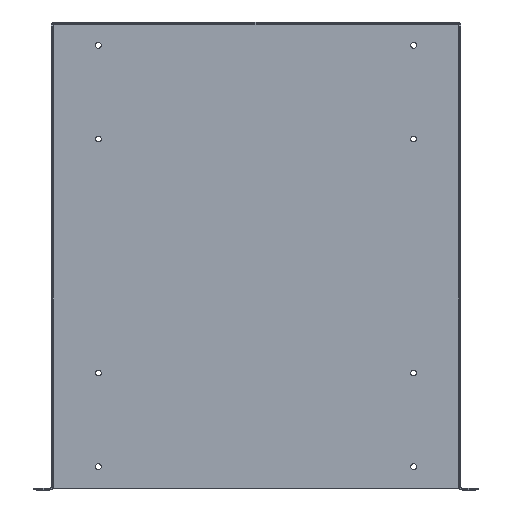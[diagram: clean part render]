
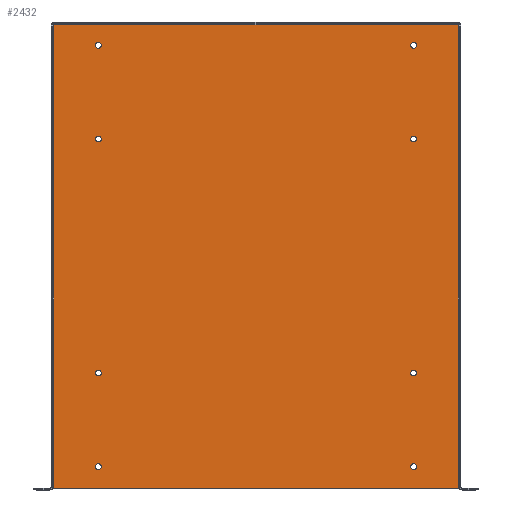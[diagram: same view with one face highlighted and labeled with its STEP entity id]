
A CAD part, top view. The second image highlights one B-rep face of the part: STEP entity #2432.
In plain terms, the highlighted planar face has unit normal (0, 0, 1).
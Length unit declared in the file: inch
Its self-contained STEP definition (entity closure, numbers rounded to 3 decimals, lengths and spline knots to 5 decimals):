
#9 = VECTOR ( 'NONE', #1236, 39.37008 ) ;
#78 = ORIENTED_EDGE ( 'NONE', *, *, #355, .T. ) ;
#85 = FACE_BOUND ( 'NONE', #502, .T. ) ;
#92 = VECTOR ( 'NONE', #710, 39.37008 ) ;
#103 = ORIENTED_EDGE ( 'NONE', *, *, #1240, .T. ) ;
#141 = CARTESIAN_POINT ( 'NONE',  ( -6.609, 4.964, 0.072 ) ) ;
#154 = AXIS2_PLACEMENT_3D ( 'NONE', #3245, #3497, #1038 ) ;
#206 = CIRCLE ( 'NONE', #2228, 0.125 ) ;
#214 = DIRECTION ( 'NONE',  ( 0., 0., -1. ) ) ;
#328 = FACE_OUTER_BOUND ( 'NONE', #3529, .T. ) ;
#342 = FACE_BOUND ( 'NONE', #1082, .T. ) ;
#355 = EDGE_CURVE ( 'NONE', #1796, #1796, #206, .T. ) ;
#358 = VERTEX_POINT ( 'NONE', #2083 ) ;
#417 = DIRECTION ( 'NONE',  ( 0., 0., -1. ) ) ;
#418 = AXIS2_PLACEMENT_3D ( 'NONE', #2474, #498, #2439 ) ;
#425 = EDGE_CURVE ( 'NONE', #2659, #2659, #3466, .T. ) ;
#443 = DIRECTION ( 'NONE',  ( 1., 0., 0. ) ) ;
#491 = CARTESIAN_POINT ( 'NONE',  ( -8.642, -9.964, 0.072 ) ) ;
#498 = DIRECTION ( 'NONE',  ( 0., 0., -1. ) ) ;
#502 = EDGE_LOOP ( 'NONE', ( #1106 ) ) ;
#602 = ORIENTED_EDGE ( 'NONE', *, *, #425, .T. ) ;
#606 = AXIS2_PLACEMENT_3D ( 'NONE', #1855, #3251, #443 ) ;
#625 = EDGE_CURVE ( 'NONE', #2357, #2357, #1026, .T. ) ;
#629 = DIRECTION ( 'NONE',  ( 0., 0., -1. ) ) ;
#710 = DIRECTION ( 'NONE',  ( 0., -1., 0. ) ) ;
#717 = ORIENTED_EDGE ( 'NONE', *, *, #1984, .T. ) ;
#789 = CARTESIAN_POINT ( 'NONE',  ( 8.642, 9.856, 0.072 ) ) ;
#843 = AXIS2_PLACEMENT_3D ( 'NONE', #1798, #417, #3409 ) ;
#856 = CIRCLE ( 'NONE', #3352, 0.125 ) ;
#876 = FACE_BOUND ( 'NONE', #2409, .T. ) ;
#889 = CARTESIAN_POINT ( 'NONE',  ( -8.642, -9.964, 0.072 ) ) ;
#892 = DIRECTION ( 'NONE',  ( 1., 0., 0. ) ) ;
#899 = VECTOR ( 'NONE', #3120, 39.37008 ) ;
#927 = PLANE ( 'NONE',  #3394 ) ;
#963 = VERTEX_POINT ( 'NONE', #2578 ) ;
#983 = CARTESIAN_POINT ( 'NONE',  ( -6.609, 8.964, 0.072 ) ) ;
#991 = DIRECTION ( 'NONE',  ( 0., 0., -1. ) ) ;
#1001 = CARTESIAN_POINT ( 'NONE',  ( 6.859, -5.036, 0.072 ) ) ;
#1026 = CIRCLE ( 'NONE', #1476, 0.125 ) ;
#1038 = DIRECTION ( 'NONE',  ( 1., 0., 0. ) ) ;
#1082 = EDGE_LOOP ( 'NONE', ( #2633 ) ) ;
#1085 = EDGE_CURVE ( 'NONE', #1256, #1256, #1370, .T. ) ;
#1101 = CARTESIAN_POINT ( 'NONE',  ( 6.734, -9.036, 0.072 ) ) ;
#1106 = ORIENTED_EDGE ( 'NONE', *, *, #625, .T. ) ;
#1167 = ORIENTED_EDGE ( 'NONE', *, *, #1085, .T. ) ;
#1202 = FACE_BOUND ( 'NONE', #3356, .T. ) ;
#1236 = DIRECTION ( 'NONE',  ( -1., 0., 0. ) ) ;
#1240 = EDGE_CURVE ( 'NONE', #3418, #1441, #2417, .T. ) ;
#1256 = VERTEX_POINT ( 'NONE', #983 ) ;
#1285 = CARTESIAN_POINT ( 'NONE',  ( -6.734, 4.964, 0.072 ) ) ;
#1370 = CIRCLE ( 'NONE', #154, 0.125 ) ;
#1387 = DIRECTION ( 'NONE',  ( 0., 0., -1. ) ) ;
#1430 = FACE_BOUND ( 'NONE', #1720, .T. ) ;
#1441 = VERTEX_POINT ( 'NONE', #889 ) ;
#1476 = AXIS2_PLACEMENT_3D ( 'NONE', #1285, #991, #1821 ) ;
#1483 = CARTESIAN_POINT ( 'NONE',  ( 6.859, -9.036, 0.072 ) ) ;
#1520 = EDGE_CURVE ( 'NONE', #358, #358, #856, .T. ) ;
#1539 = ORIENTED_EDGE ( 'NONE', *, *, #2054, .T. ) ;
#1699 = EDGE_LOOP ( 'NONE', ( #1167 ) ) ;
#1701 = DIRECTION ( 'NONE',  ( 1., 0., 0. ) ) ;
#1704 = FACE_BOUND ( 'NONE', #3187, .T. ) ;
#1712 = CARTESIAN_POINT ( 'NONE',  ( -8.75, -9.964, 0.072 ) ) ;
#1720 = EDGE_LOOP ( 'NONE', ( #602 ) ) ;
#1796 = VERTEX_POINT ( 'NONE', #2616 ) ;
#1798 = CARTESIAN_POINT ( 'NONE',  ( 6.734, 4.964, 0.072 ) ) ;
#1821 = DIRECTION ( 'NONE',  ( 1., 0., 0. ) ) ;
#1855 = CARTESIAN_POINT ( 'NONE',  ( 6.734, -5.036, 0.072 ) ) ;
#1862 = EDGE_LOOP ( 'NONE', ( #78 ) ) ;
#1982 = CARTESIAN_POINT ( 'NONE',  ( 8.642, -9.964, 0.072 ) ) ;
#1984 = EDGE_CURVE ( 'NONE', #963, #963, #2279, .T. ) ;
#2030 = LINE ( 'NONE', #3145, #9 ) ;
#2048 = DIRECTION ( 'NONE',  ( 0., 0., 1. ) ) ;
#2054 = EDGE_CURVE ( 'NONE', #1441, #2189, #2882, .T. ) ;
#2083 = CARTESIAN_POINT ( 'NONE',  ( -6.609, -9.036, 0.072 ) ) ;
#2133 = DIRECTION ( 'NONE',  ( 1., 0., 0. ) ) ;
#2170 = EDGE_CURVE ( 'NONE', #2600, #2600, #2936, .T. ) ;
#2189 = VERTEX_POINT ( 'NONE', #3556 ) ;
#2223 = ORIENTED_EDGE ( 'NONE', *, *, #2909, .T. ) ;
#2228 = AXIS2_PLACEMENT_3D ( 'NONE', #2726, #1387, #3034 ) ;
#2246 = CARTESIAN_POINT ( 'NONE',  ( -8.642, 9.856, 0.072 ) ) ;
#2262 = FACE_BOUND ( 'NONE', #1862, .T. ) ;
#2279 = CIRCLE ( 'NONE', #843, 0.125 ) ;
#2322 = ORIENTED_EDGE ( 'NONE', *, *, #3554, .T. ) ;
#2357 = VERTEX_POINT ( 'NONE', #141 ) ;
#2409 = EDGE_LOOP ( 'NONE', ( #3316 ) ) ;
#2417 = LINE ( 'NONE', #491, #92 ) ;
#2432 = ADVANCED_FACE ( 'NONE', ( #328, #1704, #1202, #876, #85, #342, #3385, #1430, #2262 ), #927, .T. ) ;
#2439 = DIRECTION ( 'NONE',  ( 1., 0., 0. ) ) ;
#2474 = CARTESIAN_POINT ( 'NONE',  ( -6.734, -5.036, 0.072 ) ) ;
#2542 = CARTESIAN_POINT ( 'NONE',  ( -8.75, -9.964, 0.072 ) ) ;
#2565 = CIRCLE ( 'NONE', #418, 0.125 ) ;
#2578 = CARTESIAN_POINT ( 'NONE',  ( 6.859, 4.964, 0.072 ) ) ;
#2600 = VERTEX_POINT ( 'NONE', #1001 ) ;
#2616 = CARTESIAN_POINT ( 'NONE',  ( 6.859, 8.964, 0.072 ) ) ;
#2633 = ORIENTED_EDGE ( 'NONE', *, *, #1520, .T. ) ;
#2659 = VERTEX_POINT ( 'NONE', #1483 ) ;
#2726 = CARTESIAN_POINT ( 'NONE',  ( 6.734, 8.964, 0.072 ) ) ;
#2743 = VECTOR ( 'NONE', #3069, 39.37008 ) ;
#2825 = AXIS2_PLACEMENT_3D ( 'NONE', #1101, #214, #2133 ) ;
#2882 = LINE ( 'NONE', #1712, #899 ) ;
#2909 = EDGE_CURVE ( 'NONE', #2931, #2931, #2565, .T. ) ;
#2915 = CARTESIAN_POINT ( 'NONE',  ( -6.609, -5.036, 0.072 ) ) ;
#2931 = VERTEX_POINT ( 'NONE', #2915 ) ;
#2936 = CIRCLE ( 'NONE', #606, 0.125 ) ;
#3034 = DIRECTION ( 'NONE',  ( 1., 0., 0. ) ) ;
#3043 = EDGE_CURVE ( 'NONE', #2189, #3338, #3374, .T. ) ;
#3056 = ORIENTED_EDGE ( 'NONE', *, *, #3043, .T. ) ;
#3069 = DIRECTION ( 'NONE',  ( 0., 1., 0. ) ) ;
#3120 = DIRECTION ( 'NONE',  ( 1., 0., 0. ) ) ;
#3145 = CARTESIAN_POINT ( 'NONE',  ( -8.75, 9.856, 0.072 ) ) ;
#3187 = EDGE_LOOP ( 'NONE', ( #2223 ) ) ;
#3245 = CARTESIAN_POINT ( 'NONE',  ( -6.734, 8.964, 0.072 ) ) ;
#3251 = DIRECTION ( 'NONE',  ( 0., 0., -1. ) ) ;
#3316 = ORIENTED_EDGE ( 'NONE', *, *, #2170, .T. ) ;
#3338 = VERTEX_POINT ( 'NONE', #789 ) ;
#3352 = AXIS2_PLACEMENT_3D ( 'NONE', #3403, #629, #1701 ) ;
#3356 = EDGE_LOOP ( 'NONE', ( #717 ) ) ;
#3374 = LINE ( 'NONE', #1982, #2743 ) ;
#3385 = FACE_BOUND ( 'NONE', #1699, .T. ) ;
#3394 = AXIS2_PLACEMENT_3D ( 'NONE', #2542, #2048, #892 ) ;
#3403 = CARTESIAN_POINT ( 'NONE',  ( -6.734, -9.036, 0.072 ) ) ;
#3409 = DIRECTION ( 'NONE',  ( 1., 0., 0. ) ) ;
#3418 = VERTEX_POINT ( 'NONE', #2246 ) ;
#3466 = CIRCLE ( 'NONE', #2825, 0.125 ) ;
#3497 = DIRECTION ( 'NONE',  ( 0., 0., -1. ) ) ;
#3529 = EDGE_LOOP ( 'NONE', ( #103, #1539, #3056, #2322 ) ) ;
#3554 = EDGE_CURVE ( 'NONE', #3338, #3418, #2030, .T. ) ;
#3556 = CARTESIAN_POINT ( 'NONE',  ( 8.642, -9.964, 0.072 ) ) ;
